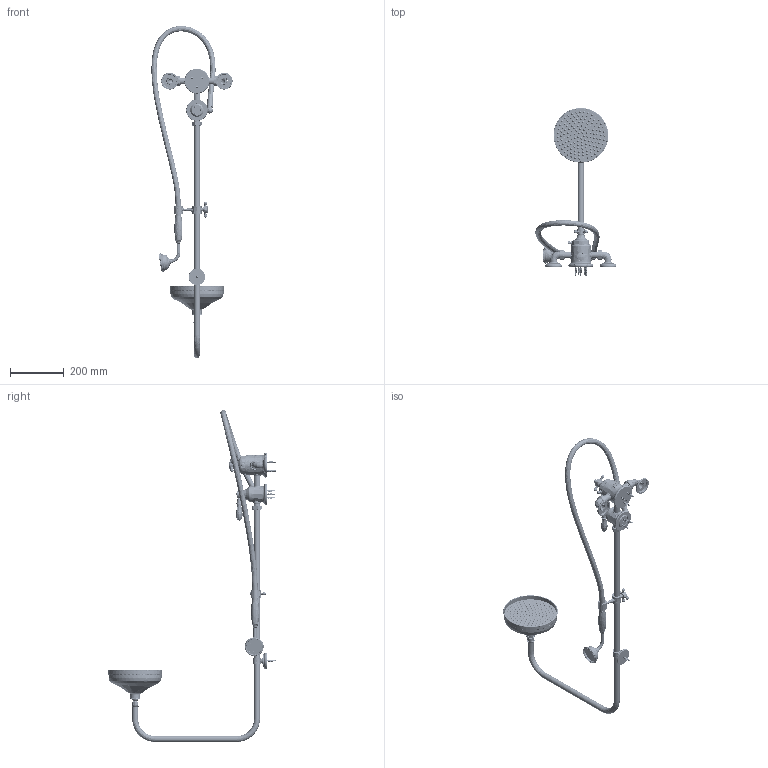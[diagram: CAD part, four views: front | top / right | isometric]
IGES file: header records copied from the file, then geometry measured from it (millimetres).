
Global section: file name: V2K5A-XC  V2K5A-XM  V2K5A-XW  V2K5A-XGBC; native system: Autodesk Inventor 2018; preprocessor: unknown; author: aduggalther; date: 20181024.150236; units: millimetre
Bounding box: 302.62 x 628.09 x 1238.25 mm (x, y, z)
Volume: 2583394.6 mm3; surface area: 873446.9 mm2
Topology: 135 solids, 151 shells, 5980 faces, 16605 edges, 11278 vertices
Faces by surface type: bspline 5980
